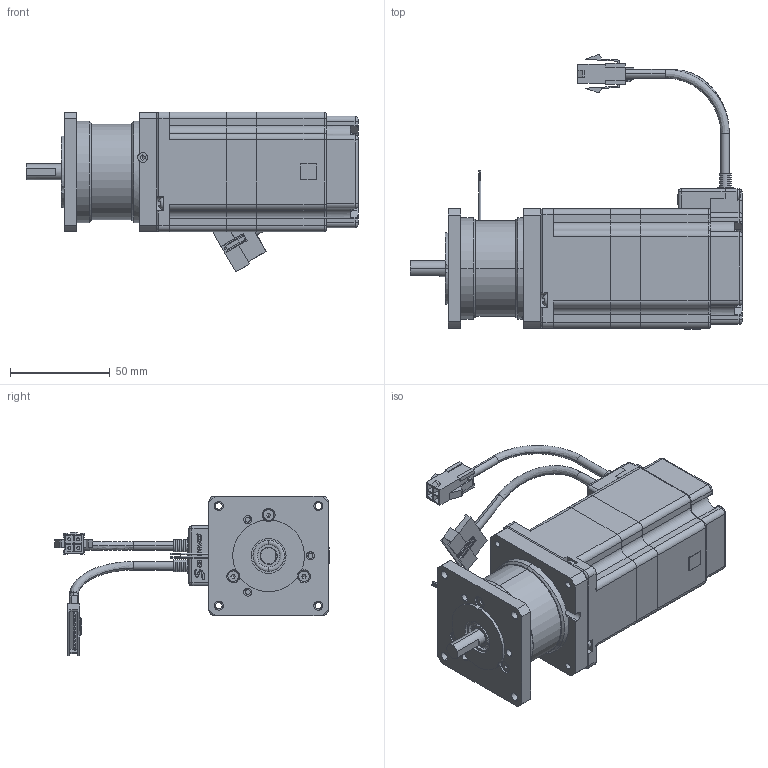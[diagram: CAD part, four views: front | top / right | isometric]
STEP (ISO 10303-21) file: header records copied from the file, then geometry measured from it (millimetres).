
FILE_DESCRIPTION (( 'STEP AP203' ), '1' );
FILE_NAME ('S-SERVO BK-60L-85 140107.STEP', '2014-01-07T00:39:10', ( '' ), ( '' ), 'SwSTEP 2.0', 'SolidWorks 2012', '' );
FILE_SCHEMA (( 'CONFIG_CONTROL_DESIGN' ));
Products named in the file (15): S-SERVO BK-60L-85 140107; 60L-85_註蝶; EzM-60L-3; EzM-60L-2; 130116 60mm CABLE COVER S-SERVO; S-SERVO24; 121217 60mm CABLE COVER_ル遽; BK60; round cross head screw_ks1_KS 1023 RC - M3 x 12-N; 42阿 浚内歹 纳捞喉急_钎霖; 42陝 賅攪瞪錳摹_ル遽; 130116 56mm ENCODER COVER_ル遽; 葆斜啻す 縛囀渦_ル遽; 20陝 PCB_ル遽; PLATE
Assembly tree (19 placements, depth 3):
  S-SERVO BK-60L-85 140107
    PLATE
    20陝 PCB_ル遽
    葆斜啻す 縛囀渦_ル遽
    130116 56mm ENCODER COVER_ル遽
    42陝 賅攪瞪錳摹_ル遽
    42阿 浚内歹 纳捞喉急_钎霖
    round cross head screw_ks1_KS 1023 RC - M3 x 12-N  x6
    BK60
    130116 60mm CABLE COVER S-SERVO
      121217 60mm CABLE COVER_ル遽
      S-SERVO24
    60L-85_註蝶
      EzM-60L-2
      EzM-60L-3
Bounding box: 166.65 x 137.91 x 80.22 mm (x, y, z)
Volume: 345151.8 mm3; surface area: 97538 mm2
Topology: 24 solids, 40 shells, 4466 faces, 12966 edges, 8610 vertices
Faces by surface type: plane 3822, cylinder 424, cone 100, bspline 57, torus 45, sphere 18
Entity records: 144961 total; most frequent: CARTESIAN_POINT 28643, ORIENTED_EDGE 24959, DIRECTION 21988, EDGE_CURVE 12546, VECTOR 11258, LINE 11258, VERTEX_POINT 8361, AXIS2_PLACEMENT_3D 5365
